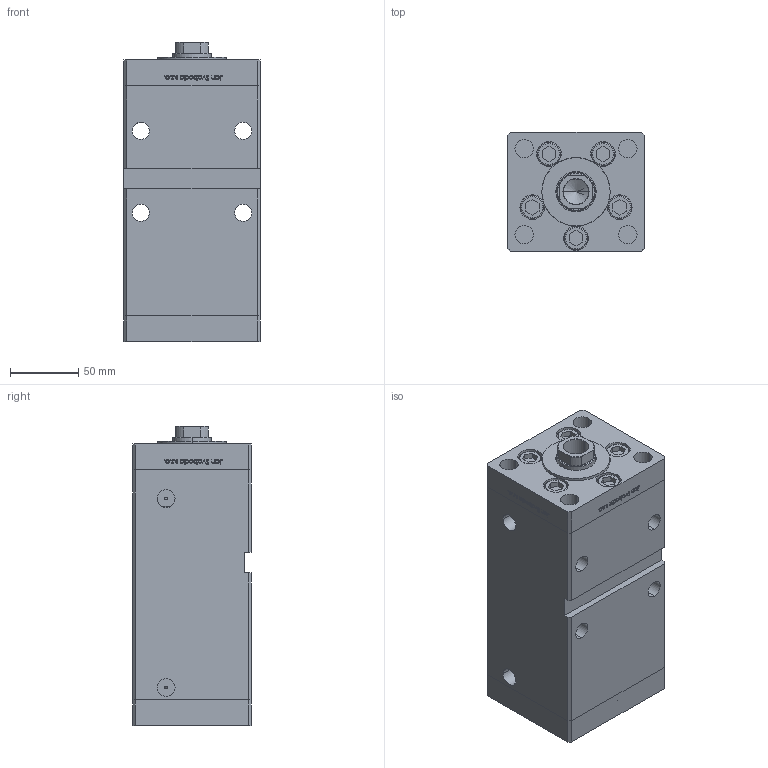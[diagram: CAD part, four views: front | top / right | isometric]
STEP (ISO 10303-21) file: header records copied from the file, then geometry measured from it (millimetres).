
FILE_DESCRIPTION (( 'STEP AP203' ), '1' );
FILE_NAME ('62b6.STEP', '2024-01-08T23:23:00', ( '' ), ( '' ), 'SwSTEP 2.0', 'SolidWorks 2019', '' );
FILE_SCHEMA (( 'CONFIG_CONTROL_DESIGN' ));
Length unit declared in the file: millimetre
Products named in the file (6): V220C_VC_E a9bde42f84fa5a07b078c11d5d0f8e59; V220C_E MIDDLE a9bde42f84fa5a07b078c11d5d0f8e59; ALLEN BOLT a9bde42f84fa5a07b078c11d5d0f8e59; 62b6; V220C_FRONT_E a9bde42f84fa5a07b078c11d5d0f8e59; V220C BACK_E a9bde42f84fa5a07b078c11d5d0f8e59
Assembly tree (14 placements, depth 2):
  62b6
    V220C BACK_E a9bde42f84fa5a07b078c11d5d0f8e59
    V220C_E MIDDLE a9bde42f84fa5a07b078c11d5d0f8e59
    V220C_FRONT_E a9bde42f84fa5a07b078c11d5d0f8e59
    ALLEN BOLT a9bde42f84fa5a07b078c11d5d0f8e59  x10
    V220C_VC_E a9bde42f84fa5a07b078c11d5d0f8e59
Bounding box: 100 x 87 x 219.5 mm (x, y, z)
Volume: 1507881.2 mm3; surface area: 233851.4 mm2
Topology: 14 solids, 14 shells, 1212 faces, 3045 edges, 1996 vertices
Faces by surface type: bspline 484, plane 473, cylinder 165, cone 46, torus 44
Entity records: 53251 total; most frequent: CARTESIAN_POINT 30491, ORIENTED_EDGE 5258, DIRECTION 3029, EDGE_CURVE 2629, VERTEX_POINT 1744, VECTOR 1357, LINE 1357, EDGE_LOOP 1187
